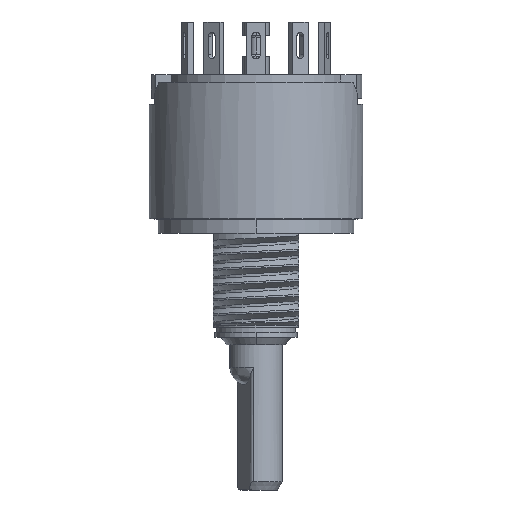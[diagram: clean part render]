
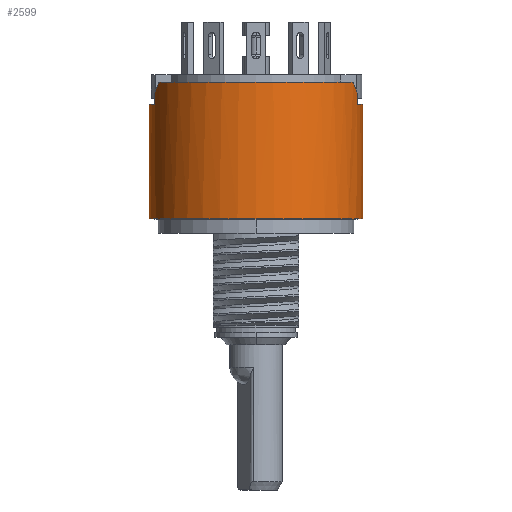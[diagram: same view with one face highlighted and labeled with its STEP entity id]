
A CAD part, front view. The second image highlights one B-rep face of the part: STEP entity #2599.
In plain terms, the highlighted cylindrical face has radius 6.413 mm (diameter 12.827 mm), a partial arc.
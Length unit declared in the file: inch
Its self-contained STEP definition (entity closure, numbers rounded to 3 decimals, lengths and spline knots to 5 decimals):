
#42=CARTESIAN_POINT('',(0.,0.,-0.053));
#43=DIRECTION('',(0.,0.,-1.));
#44=DIRECTION('',(1.,0.,0.));
#45=AXIS2_PLACEMENT_3D('',#42,#43,#44);
#350=CARTESIAN_POINT('',(0.,0.,0.269));
#351=DIRECTION('',(0.,0.,-1.));
#352=DIRECTION('',(0.909,-0.416,0.));
#353=AXIS2_PLACEMENT_3D('',#350,#351,#352);
#355=DIRECTION('',(0.,0.,-1.));
#356=VECTOR('',#355,0.27);
#357=CARTESIAN_POINT('',(0.2525,0.,0.217));
#358=LINE('',#357,#356);
#359=DIRECTION('',(0.,0.,-1.));
#360=VECTOR('',#359,0.27);
#361=CARTESIAN_POINT('',(-0.2525,0.,0.217));
#362=LINE('',#361,#360);
#688=CARTESIAN_POINT('',(0.,0.,0.217));
#689=DIRECTION('',(0.,0.,1.));
#690=DIRECTION('',(-1.,0.,0.));
#691=AXIS2_PLACEMENT_3D('',#688,#689,#690);
#703=CARTESIAN_POINT('',(0.,0.,0.217));
#704=DIRECTION('',(0.,0.,1.));
#705=DIRECTION('',(0.948,-0.317,0.));
#706=AXIS2_PLACEMENT_3D('',#703,#704,#705);
#737=CARTESIAN_POINT('',(0.22963,-0.105,0.269));
#738=CARTESIAN_POINT('',(0.2334,-0.09676,
0.26076));
#739=CARTESIAN_POINT('',(0.23668,-0.08843,
0.25243));
#740=CARTESIAN_POINT('',(0.23949,-0.08,0.244));
#742=CARTESIAN_POINT('',(-0.23949,-0.08,0.244));
#743=CARTESIAN_POINT('',(-0.23668,-0.08843,
0.25243));
#744=CARTESIAN_POINT('',(-0.2334,-0.09676,
0.26076));
#745=CARTESIAN_POINT('',(-0.22963,-0.105,0.269));
#752=DIRECTION('',(0.,0.,1.));
#753=VECTOR('',#752,0.027);
#754=CARTESIAN_POINT('',(-0.23949,-0.08,0.217));
#755=LINE('',#754,#753);
#764=DIRECTION('',(0.,0.,1.));
#765=VECTOR('',#764,0.027);
#766=CARTESIAN_POINT('',(0.23949,-0.08,0.217));
#767=LINE('',#766,#765);
#1993=CARTESIAN_POINT('',(0.2525,0.,-0.053));
#1994=CARTESIAN_POINT('',(-0.2525,0.,-0.053));
#1995=VERTEX_POINT('',#1993);
#1996=VERTEX_POINT('',#1994);
#2029=CARTESIAN_POINT('',(0.22963,-0.105,0.269));
#2031=VERTEX_POINT('',#2029);
#2034=CARTESIAN_POINT('',(-0.22963,-0.105,0.269));
#2036=VERTEX_POINT('',#2034);
#2045=CARTESIAN_POINT('',(0.2525,0.,0.217));
#2047=VERTEX_POINT('',#2045);
#2050=CARTESIAN_POINT('',(-0.2525,0.,0.217));
#2052=VERTEX_POINT('',#2050);
#2057=VERTEX_POINT('',#742);
#2058=VERTEX_POINT('',#740);
#2059=CARTESIAN_POINT('',(-0.23949,-0.08,0.217));
#2060=VERTEX_POINT('',#2059);
#2061=CARTESIAN_POINT('',(0.23949,-0.08,0.217));
#2062=VERTEX_POINT('',#2061);
#2576=CARTESIAN_POINT('',(0.,0.,-0.33895));
#2577=DIRECTION('',(0.,0.,1.));
#2578=DIRECTION('',(-1.,0.,0.));
#2579=AXIS2_PLACEMENT_3D('',#2576,#2577,#2578);
#2580=CYLINDRICAL_SURFACE('',#2579,0.2525);
#2582=ORIENTED_EDGE('',*,*,#2581,.T.);
#2583=ORIENTED_EDGE('',*,*,#2326,.F.);
#2585=ORIENTED_EDGE('',*,*,#2584,.T.);
#2587=ORIENTED_EDGE('',*,*,#2586,.F.);
#2589=ORIENTED_EDGE('',*,*,#2588,.T.);
#2590=ORIENTED_EDGE('',*,*,#2373,.T.);
#2591=ORIENTED_EDGE('',*,*,#2383,.T.);
#2592=ORIENTED_EDGE('',*,*,#2369,.F.);
#2594=ORIENTED_EDGE('',*,*,#2593,.T.);
#2596=ORIENTED_EDGE('',*,*,#2595,.T.);
#2597=EDGE_LOOP('',(#2582,#2583,#2585,#2587,#2589,#2590,#2591,#2592,#2594,
#2596));
#2598=FACE_OUTER_BOUND('',#2597,.F.);
#2599=ADVANCED_FACE('',(#2598),#2580,.T.);
#46=CIRCLE('',#45,0.2525);
#354=CIRCLE('',#353,0.2525);
#692=CIRCLE('',#691,0.2525);
#707=CIRCLE('',#706,0.2525);
#741=B_SPLINE_CURVE_WITH_KNOTS('',3,(#737,#738,#739,#740),.UNSPECIFIED.,.F.,.F.,
(4,4),(0.,1.),.UNSPECIFIED.);
#746=B_SPLINE_CURVE_WITH_KNOTS('',3,(#742,#743,#744,#745),.UNSPECIFIED.,.F.,.F.,
(4,4),(0.,1.),.UNSPECIFIED.);
#2326=EDGE_CURVE('',#2031,#2036,#354,.T.);
#2369=EDGE_CURVE('',#2052,#1996,#362,.T.);
#2373=EDGE_CURVE('',#2047,#1995,#358,.T.);
#2383=EDGE_CURVE('',#1995,#1996,#46,.T.);
#2581=EDGE_CURVE('',#2057,#2036,#746,.T.);
#2584=EDGE_CURVE('',#2031,#2058,#741,.T.);
#2586=EDGE_CURVE('',#2062,#2058,#767,.T.);
#2588=EDGE_CURVE('',#2062,#2047,#707,.T.);
#2593=EDGE_CURVE('',#2052,#2060,#692,.T.);
#2595=EDGE_CURVE('',#2060,#2057,#755,.T.);
